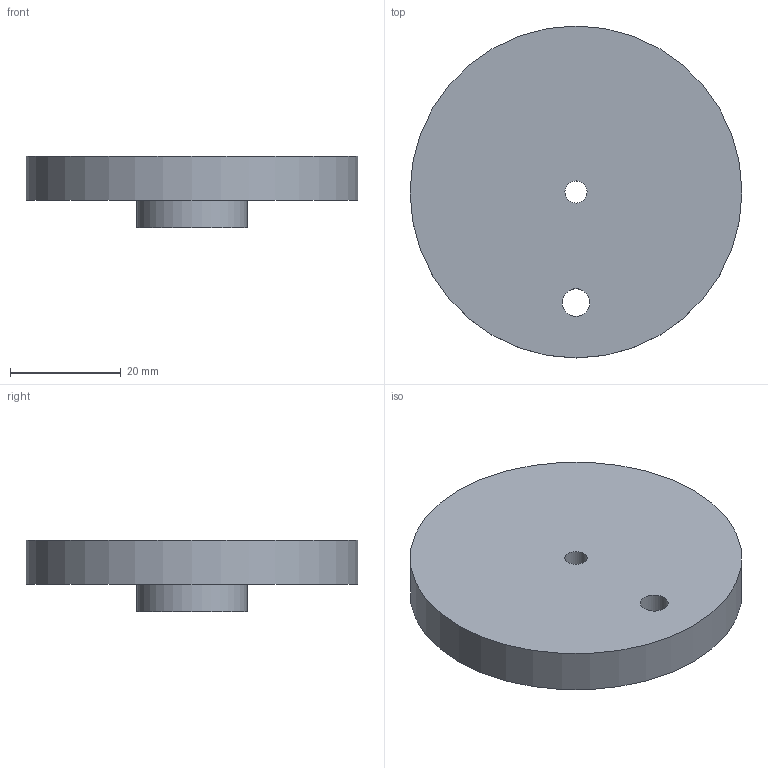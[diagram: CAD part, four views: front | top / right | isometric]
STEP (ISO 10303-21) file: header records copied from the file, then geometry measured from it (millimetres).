
FILE_DESCRIPTION(/* description */ ('STEP AP242','CAx-IF Rec.Pracs.---Representation and Presentation of Product Manufacturing Information (PMI)---4.0---2014-10-13','CAx-IF Rec.Pracs.---3D Tessellated Geometry---0.4---2014-09-14','2;1'),/* implementation_level */ '2;1');
FILE_NAME(/* name */ '633f26b019526f37e65d4efa',/* time_stamp */ '2022-10-06T19:04:17+00:00',/* author */ (''),/* organization */ (''),/* preprocessor_version */ 'ST-DEVELOPER v18.102',/* originating_system */ ' ',/* authorisation */ ' ');
FILE_SCHEMA (('AP242_MANAGED_MODEL_BASED_3D_ENGINEERING_MIM_LF { 1 0 10303 442 1 1 4 }'));
Length unit declared in the file: metre
Products named in the file (1): Part 44
Bounding box: 60 x 60 x 13 mm (x, y, z)
Volume: 23869.8 mm3; surface area: 7701.6 mm2
Topology: 1 solids, 1 shells, 7 faces, 13 edges, 9 vertices
Faces by surface type: cylinder 4, plane 3
Full cylindrical faces by diameter (mm): 4 x1, 5 x1, 20 x1, 60 x1
Entity records: 184 total; most frequent: DIRECTION 32, CARTESIAN_POINT 24, ORIENTED_EDGE 16, EDGE_LOOP 16, FACE_BOUND 16, AXIS2_PLACEMENT_3D 16, EDGE_CURVE 8, VERTEX_POINT 8
